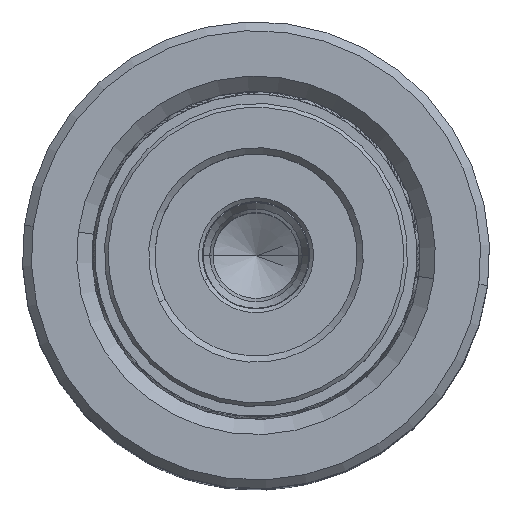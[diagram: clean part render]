
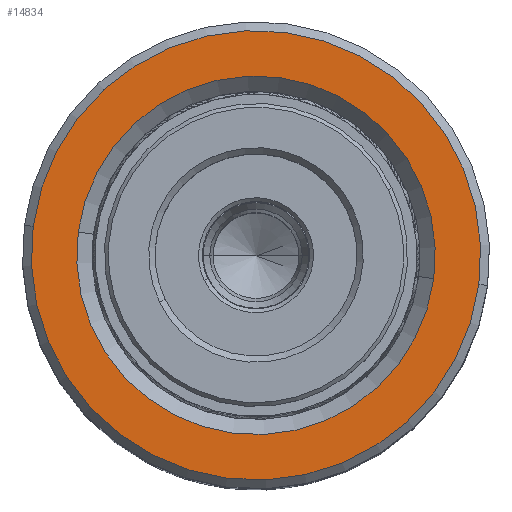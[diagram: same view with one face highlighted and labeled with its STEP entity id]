
A CAD part, top view. The second image highlights one B-rep face of the part: STEP entity #14834.
In plain terms, the highlighted planar face has unit normal (0, 0, 1).
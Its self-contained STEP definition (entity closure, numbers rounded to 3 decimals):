
#199 = DIRECTION ( 'NONE',  ( 1., 0., 0. ) ) ;
#289 = DIRECTION ( 'NONE',  ( 1., 0., 0. ) ) ;
#1096 = VERTEX_POINT ( 'NONE', #3754 ) ;
#1983 = CIRCLE ( 'NONE', #27496, 14.2 ) ;
#1991 = CARTESIAN_POINT ( 'NONE',  ( -14.2, 0., 60. ) ) ;
#2927 = VERTEX_POINT ( 'NONE', #1991 ) ;
#3244 = DIRECTION ( 'NONE',  ( 0., 0., 1. ) ) ;
#3303 = AXIS2_PLACEMENT_3D ( 'NONE', #31464, #7148, #10160 ) ;
#3754 = CARTESIAN_POINT ( 'NONE',  ( -17.8, 0., 60. ) ) ;
#4039 = EDGE_CURVE ( 'NONE', #33146, #2927, #1983, .T. ) ;
#4819 = EDGE_CURVE ( 'NONE', #2927, #33146, #19600, .T. ) ;
#5210 = EDGE_LOOP ( 'NONE', ( #7911, #32446 ) ) ;
#5212 = DIRECTION ( 'NONE',  ( 1., 0., 0. ) ) ;
#5738 = EDGE_LOOP ( 'NONE', ( #27406, #32364 ) ) ;
#6277 = CARTESIAN_POINT ( 'NONE',  ( 0., 0., 60. ) ) ;
#7148 = DIRECTION ( 'NONE',  ( 0., 0., 1. ) ) ;
#7697 = DIRECTION ( 'NONE',  ( 0., 0., 1. ) ) ;
#7790 = CIRCLE ( 'NONE', #8901, 17.8 ) ;
#7911 = ORIENTED_EDGE ( 'NONE', *, *, #31989, .T. ) ;
#8901 = AXIS2_PLACEMENT_3D ( 'NONE', #6277, #3244, #17096 ) ;
#9946 = AXIS2_PLACEMENT_3D ( 'NONE', #19483, #16646, #289 ) ;
#10160 = DIRECTION ( 'NONE',  ( 1., 0., 0. ) ) ;
#13878 = DIRECTION ( 'NONE',  ( 0., 0., -1. ) ) ;
#14215 = CARTESIAN_POINT ( 'NONE',  ( 14.2, 0., 60. ) ) ;
#14834 = ADVANCED_FACE ( 'NONE', ( #20626, #34483 ), #20272, .T. ) ;
#16646 = DIRECTION ( 'NONE',  ( 0., 0., -1. ) ) ;
#17096 = DIRECTION ( 'NONE',  ( 1., 0., 0. ) ) ;
#19483 = CARTESIAN_POINT ( 'NONE',  ( 0., 0., 60. ) ) ;
#19600 = CIRCLE ( 'NONE', #9946, 14.2 ) ;
#20272 = PLANE ( 'NONE',  #3303 ) ;
#20626 = FACE_OUTER_BOUND ( 'NONE', #5210, .T. ) ;
#24350 = AXIS2_PLACEMENT_3D ( 'NONE', #32015, #7697, #5212 ) ;
#24533 = CARTESIAN_POINT ( 'NONE',  ( 0., 0., 60. ) ) ;
#27406 = ORIENTED_EDGE ( 'NONE', *, *, #4039, .T. ) ;
#27496 = AXIS2_PLACEMENT_3D ( 'NONE', #24533, #13878, #199 ) ;
#27609 = CARTESIAN_POINT ( 'NONE',  ( 17.8, 0., 60. ) ) ;
#29083 = VERTEX_POINT ( 'NONE', #27609 ) ;
#31464 = CARTESIAN_POINT ( 'NONE',  ( 0., 0., 60. ) ) ;
#31989 = EDGE_CURVE ( 'NONE', #1096, #29083, #32284, .T. ) ;
#32015 = CARTESIAN_POINT ( 'NONE',  ( 0., 0., 60. ) ) ;
#32284 = CIRCLE ( 'NONE', #24350, 17.8 ) ;
#32364 = ORIENTED_EDGE ( 'NONE', *, *, #4819, .T. ) ;
#32446 = ORIENTED_EDGE ( 'NONE', *, *, #33861, .T. ) ;
#33146 = VERTEX_POINT ( 'NONE', #14215 ) ;
#33861 = EDGE_CURVE ( 'NONE', #29083, #1096, #7790, .T. ) ;
#34483 = FACE_BOUND ( 'NONE', #5738, .T. ) ;
